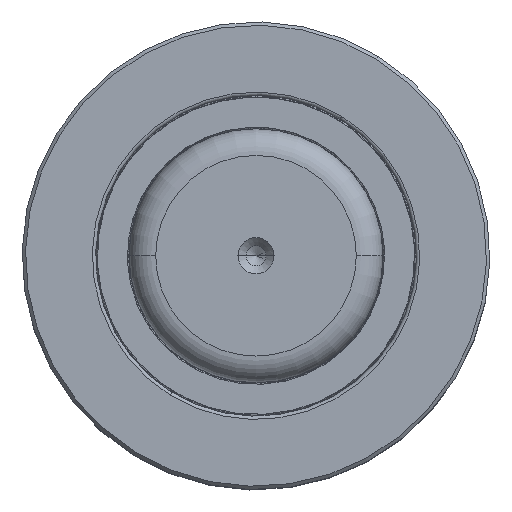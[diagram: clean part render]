
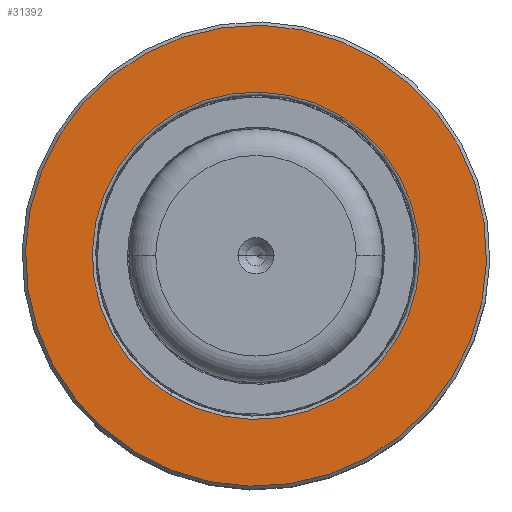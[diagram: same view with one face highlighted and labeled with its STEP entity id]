
A CAD part, top view. The second image highlights one B-rep face of the part: STEP entity #31392.
In plain terms, the highlighted face is planar.
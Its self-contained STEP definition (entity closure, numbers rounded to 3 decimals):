
#1415 = VERTEX_POINT ( 'NONE', #41322 ) ;
#4964 = CIRCLE ( 'NONE', #48112, 34.5 ) ;
#8149 = DIRECTION ( 'NONE',  ( 0., 0., -1. ) ) ;
#9681 = CARTESIAN_POINT ( 'NONE',  ( 0., 35.687, -24.5 ) ) ;
#10245 = ORIENTED_EDGE ( 'NONE', *, *, #29684, .T. ) ;
#11622 = EDGE_CURVE ( 'NONE', #1415, #49662, #17126, .T. ) ;
#11910 = CARTESIAN_POINT ( 'NONE',  ( 34.5, 35.687, 0. ) ) ;
#14825 = DIRECTION ( 'NONE',  ( 0., -1., 0. ) ) ;
#16695 = EDGE_LOOP ( 'NONE', ( #17288, #41444 ) ) ;
#17126 = CIRCLE ( 'NONE', #37521, 34.5 ) ;
#17288 = ORIENTED_EDGE ( 'NONE', *, *, #35604, .F. ) ;
#18412 = ORIENTED_EDGE ( 'NONE', *, *, #22555, .T. ) ;
#19680 = CARTESIAN_POINT ( 'NONE',  ( 0., 35.687, -34.5 ) ) ;
#21055 = DIRECTION ( 'NONE',  ( 0., -1., 0. ) ) ;
#21841 = DIRECTION ( 'NONE',  ( 0., 1., 0. ) ) ;
#22555 = EDGE_CURVE ( 'NONE', #26353, #27335, #41223, .T. ) ;
#23075 = AXIS2_PLACEMENT_3D ( 'NONE', #35316, #14825, #39348 ) ;
#24245 = AXIS2_PLACEMENT_3D ( 'NONE', #11910, #21841, #39927 ) ;
#26353 = VERTEX_POINT ( 'NONE', #9681 ) ;
#26405 = DIRECTION ( 'NONE',  ( 0., -1., 0. ) ) ;
#27335 = VERTEX_POINT ( 'NONE', #40158 ) ;
#28823 = FACE_BOUND ( 'NONE', #38307, .T. ) ;
#29684 = EDGE_CURVE ( 'NONE', #27335, #26353, #37874, .T. ) ;
#31300 = PLANE ( 'NONE',  #24245 ) ;
#31392 = ADVANCED_FACE ( 'NONE', ( #28823, #38028 ), #31300, .T. ) ;
#32081 = CARTESIAN_POINT ( 'NONE',  ( 0., 35.687, 0. ) ) ;
#32977 = DIRECTION ( 'NONE',  ( 0., 0., -1. ) ) ;
#35316 = CARTESIAN_POINT ( 'NONE',  ( 0., 35.687, 0. ) ) ;
#35604 = EDGE_CURVE ( 'NONE', #49662, #1415, #4964, .T. ) ;
#36635 = DIRECTION ( 'NONE',  ( 0., -1., 0. ) ) ;
#37521 = AXIS2_PLACEMENT_3D ( 'NONE', #44729, #21055, #32977 ) ;
#37874 = CIRCLE ( 'NONE', #46323, 24.5 ) ;
#38028 = FACE_OUTER_BOUND ( 'NONE', #16695, .T. ) ;
#38307 = EDGE_LOOP ( 'NONE', ( #18412, #10245 ) ) ;
#39348 = DIRECTION ( 'NONE',  ( 0., 0., -1. ) ) ;
#39927 = DIRECTION ( 'NONE',  ( 0., 0., 1. ) ) ;
#40158 = CARTESIAN_POINT ( 'NONE',  ( 0., 35.687, 24.5 ) ) ;
#41223 = CIRCLE ( 'NONE', #23075, 24.5 ) ;
#41322 = CARTESIAN_POINT ( 'NONE',  ( 0., 35.687, 34.5 ) ) ;
#41444 = ORIENTED_EDGE ( 'NONE', *, *, #11622, .F. ) ;
#42908 = DIRECTION ( 'NONE',  ( 0., 0., -1. ) ) ;
#44729 = CARTESIAN_POINT ( 'NONE',  ( 0., 35.687, 0. ) ) ;
#46323 = AXIS2_PLACEMENT_3D ( 'NONE', #32081, #36635, #8149 ) ;
#48112 = AXIS2_PLACEMENT_3D ( 'NONE', #50081, #26405, #42908 ) ;
#49662 = VERTEX_POINT ( 'NONE', #19680 ) ;
#50081 = CARTESIAN_POINT ( 'NONE',  ( 0., 35.687, 0. ) ) ;
